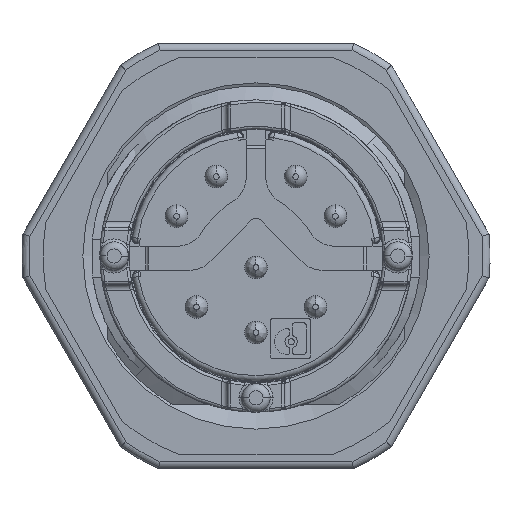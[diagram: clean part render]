
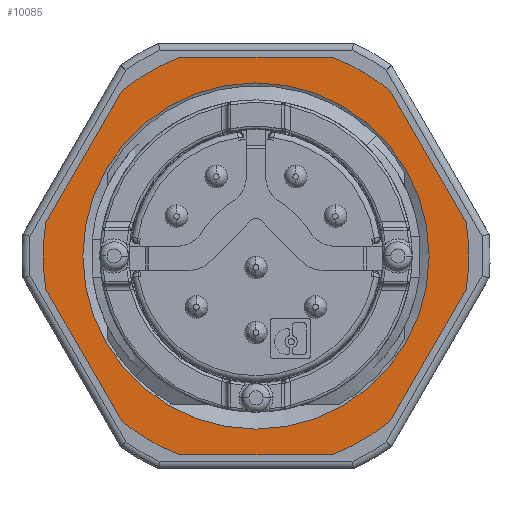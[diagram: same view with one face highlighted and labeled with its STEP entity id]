
A CAD part, front view. The second image highlights one B-rep face of the part: STEP entity #10085.
In plain terms, the highlighted face is planar.
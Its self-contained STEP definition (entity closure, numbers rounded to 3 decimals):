
#9683=CARTESIAN_POINT('',(0.,0.,2.));
#9684=DIRECTION('',(0.,0.,-1.));
#9685=DIRECTION('',(-0.988,-0.156,0.));
#9686=AXIS2_PLACEMENT_3D('',#9683,#9684,#9685);
#9688=CARTESIAN_POINT('',(0.,0.,2.));
#9689=DIRECTION('',(0.,0.,-1.));
#9690=DIRECTION('',(-1.,0.,0.));
#9691=AXIS2_PLACEMENT_3D('',#9688,#9689,#9690);
#9693=DIRECTION('',(0.5,0.866,0.));
#9694=VECTOR('',#9693,5.385);
#9695=CARTESIAN_POINT('',(-7.408,1.168,2.));
#9696=LINE('',#9695,#9694);
#9697=CARTESIAN_POINT('',(0.,0.,2.));
#9698=DIRECTION('',(0.,0.,-1.));
#9699=DIRECTION('',(-0.629,0.778,0.));
#9700=AXIS2_PLACEMENT_3D('',#9697,#9698,#9699);
#9702=DIRECTION('',(1.,0.,0.));
#9703=VECTOR('',#9702,5.385);
#9704=CARTESIAN_POINT('',(-2.693,7.,2.));
#9705=LINE('',#9704,#9703);
#9706=CARTESIAN_POINT('',(0.,0.,2.));
#9707=DIRECTION('',(0.,0.,-1.));
#9708=DIRECTION('',(0.359,0.933,0.));
#9709=AXIS2_PLACEMENT_3D('',#9706,#9707,#9708);
#9711=DIRECTION('',(0.5,-0.866,0.));
#9712=VECTOR('',#9711,5.385);
#9713=CARTESIAN_POINT('',(4.716,5.832,2.));
#9714=LINE('',#9713,#9712);
#9715=CARTESIAN_POINT('',(0.,0.,2.));
#9716=DIRECTION('',(0.,0.,-1.));
#9717=DIRECTION('',(0.988,0.156,0.));
#9718=AXIS2_PLACEMENT_3D('',#9715,#9716,#9717);
#9720=CARTESIAN_POINT('',(0.,0.,2.));
#9721=DIRECTION('',(0.,0.,-1.));
#9722=DIRECTION('',(1.,0.,0.));
#9723=AXIS2_PLACEMENT_3D('',#9720,#9721,#9722);
#9725=DIRECTION('',(-0.5,-0.866,0.));
#9726=VECTOR('',#9725,5.385);
#9727=CARTESIAN_POINT('',(7.408,-1.168,2.));
#9728=LINE('',#9727,#9726);
#9729=CARTESIAN_POINT('',(0.,0.,2.));
#9730=DIRECTION('',(0.,0.,-1.));
#9731=DIRECTION('',(0.629,-0.778,0.));
#9732=AXIS2_PLACEMENT_3D('',#9729,#9730,#9731);
#9734=DIRECTION('',(-1.,0.,0.));
#9735=VECTOR('',#9734,5.385);
#9736=CARTESIAN_POINT('',(2.693,-7.,2.));
#9737=LINE('',#9736,#9735);
#9738=CARTESIAN_POINT('',(0.,0.,2.));
#9739=DIRECTION('',(0.,0.,-1.));
#9740=DIRECTION('',(-0.359,-0.933,0.));
#9741=AXIS2_PLACEMENT_3D('',#9738,#9739,#9740);
#9743=DIRECTION('',(-0.5,0.866,0.));
#9744=VECTOR('',#9743,5.385);
#9745=CARTESIAN_POINT('',(-4.716,-5.832,2.));
#9746=LINE('',#9745,#9744);
#9747=CARTESIAN_POINT('',(0.,0.,2.));
#9748=DIRECTION('',(0.,0.,1.));
#9749=DIRECTION('',(1.,0.,0.));
#9750=AXIS2_PLACEMENT_3D('',#9747,#9748,#9749);
#9752=CARTESIAN_POINT('',(0.,0.,2.));
#9753=DIRECTION('',(0.,0.,1.));
#9754=DIRECTION('',(0.,1.,0.));
#9755=AXIS2_PLACEMENT_3D('',#9752,#9753,#9754);
#9757=CARTESIAN_POINT('',(0.,0.,2.));
#9758=DIRECTION('',(0.,0.,1.));
#9759=DIRECTION('',(-1.,0.,0.));
#9760=AXIS2_PLACEMENT_3D('',#9757,#9758,#9759);
#9762=CARTESIAN_POINT('',(0.,0.,2.));
#9763=DIRECTION('',(0.,0.,1.));
#9764=DIRECTION('',(0.,-1.,0.));
#9765=AXIS2_PLACEMENT_3D('',#9762,#9763,#9764);
#9915=CARTESIAN_POINT('',(-4.716,5.832,2.));
#9916=VERTEX_POINT('',#9915);
#9917=CARTESIAN_POINT('',(-7.408,1.168,2.));
#9918=VERTEX_POINT('',#9917);
#9919=CARTESIAN_POINT('',(-2.693,7.,2.));
#9920=VERTEX_POINT('',#9919);
#9921=CARTESIAN_POINT('',(2.693,7.,2.));
#9922=CARTESIAN_POINT('',(4.716,5.832,2.));
#9923=VERTEX_POINT('',#9921);
#9924=VERTEX_POINT('',#9922);
#9925=CARTESIAN_POINT('',(-7.5,0.,2.));
#9926=VERTEX_POINT('',#9925);
#9927=CARTESIAN_POINT('',(-7.408,-1.168,2.));
#9928=VERTEX_POINT('',#9927);
#9929=CARTESIAN_POINT('',(-2.693,-7.,2.));
#9930=CARTESIAN_POINT('',(-4.716,-5.832,2.));
#9931=VERTEX_POINT('',#9929);
#9932=VERTEX_POINT('',#9930);
#9933=CARTESIAN_POINT('',(4.716,-5.832,2.));
#9934=CARTESIAN_POINT('',(2.693,-7.,2.));
#9935=VERTEX_POINT('',#9933);
#9936=VERTEX_POINT('',#9934);
#9937=CARTESIAN_POINT('',(7.5,0.,2.));
#9938=CARTESIAN_POINT('',(7.408,-1.168,2.));
#9939=VERTEX_POINT('',#9937);
#9940=VERTEX_POINT('',#9938);
#9941=CARTESIAN_POINT('',(7.408,1.168,2.));
#9942=VERTEX_POINT('',#9941);
#9943=CARTESIAN_POINT('',(0.,6.1,
2.));
#9944=CARTESIAN_POINT('',(-6.1,0.,2.));
#9945=VERTEX_POINT('',#9943);
#9946=VERTEX_POINT('',#9944);
#9947=CARTESIAN_POINT('',(6.1,0.,2.));
#9948=VERTEX_POINT('',#9947);
#9949=CARTESIAN_POINT('',(0.,-6.1,
2.));
#9950=VERTEX_POINT('',#9949);
#10042=CARTESIAN_POINT('',(0.,0.,2.));
#10043=DIRECTION('',(0.,0.,1.));
#10044=DIRECTION('',(1.,0.,0.));
#10045=AXIS2_PLACEMENT_3D('',#10042,#10043,#10044);
#10046=PLANE('',#10045);
#10048=ORIENTED_EDGE('',*,*,#10047,.T.);
#10050=ORIENTED_EDGE('',*,*,#10049,.T.);
#10051=ORIENTED_EDGE('',*,*,#10020,.T.);
#10052=ORIENTED_EDGE('',*,*,#10033,.T.);
#10054=ORIENTED_EDGE('',*,*,#10053,.T.);
#10056=ORIENTED_EDGE('',*,*,#10055,.T.);
#10058=ORIENTED_EDGE('',*,*,#10057,.T.);
#10060=ORIENTED_EDGE('',*,*,#10059,.T.);
#10062=ORIENTED_EDGE('',*,*,#10061,.T.);
#10064=ORIENTED_EDGE('',*,*,#10063,.T.);
#10066=ORIENTED_EDGE('',*,*,#10065,.T.);
#10068=ORIENTED_EDGE('',*,*,#10067,.T.);
#10070=ORIENTED_EDGE('',*,*,#10069,.T.);
#10072=ORIENTED_EDGE('',*,*,#10071,.T.);
#10073=EDGE_LOOP('',(#10048,#10050,#10051,#10052,#10054,#10056,#10058,#10060,
#10062,#10064,#10066,#10068,#10070,#10072));
#10074=FACE_OUTER_BOUND('',#10073,.F.);
#10076=ORIENTED_EDGE('',*,*,#10075,.T.);
#10078=ORIENTED_EDGE('',*,*,#10077,.T.);
#10080=ORIENTED_EDGE('',*,*,#10079,.T.);
#10082=ORIENTED_EDGE('',*,*,#10081,.T.);
#10083=EDGE_LOOP('',(#10076,#10078,#10080,#10082));
#10084=FACE_BOUND('',#10083,.F.);
#9687=CIRCLE('',#9686,7.5);
#9692=CIRCLE('',#9691,7.5);
#9701=CIRCLE('',#9700,7.5);
#9710=CIRCLE('',#9709,7.5);
#9719=CIRCLE('',#9718,7.5);
#9724=CIRCLE('',#9723,7.5);
#9733=CIRCLE('',#9732,7.5);
#9742=CIRCLE('',#9741,7.5);
#9751=CIRCLE('',#9750,6.1);
#9756=CIRCLE('',#9755,6.1);
#9761=CIRCLE('',#9760,6.1);
#9766=CIRCLE('',#9765,6.1);
#10020=EDGE_CURVE('',#9918,#9916,#9696,.T.);
#10033=EDGE_CURVE('',#9916,#9920,#9701,.T.);
#10047=EDGE_CURVE('',#9928,#9926,#9687,.T.);
#10049=EDGE_CURVE('',#9926,#9918,#9692,.T.);
#10053=EDGE_CURVE('',#9920,#9923,#9705,.T.);
#10055=EDGE_CURVE('',#9923,#9924,#9710,.T.);
#10057=EDGE_CURVE('',#9924,#9942,#9714,.T.);
#10059=EDGE_CURVE('',#9942,#9939,#9719,.T.);
#10061=EDGE_CURVE('',#9939,#9940,#9724,.T.);
#10063=EDGE_CURVE('',#9940,#9935,#9728,.T.);
#10065=EDGE_CURVE('',#9935,#9936,#9733,.T.);
#10067=EDGE_CURVE('',#9936,#9931,#9737,.T.);
#10069=EDGE_CURVE('',#9931,#9932,#9742,.T.);
#10071=EDGE_CURVE('',#9932,#9928,#9746,.T.);
#10075=EDGE_CURVE('',#9948,#9945,#9751,.T.);
#10077=EDGE_CURVE('',#9945,#9946,#9756,.T.);
#10079=EDGE_CURVE('',#9946,#9950,#9761,.T.);
#10081=EDGE_CURVE('',#9950,#9948,#9766,.T.);
#10085=ADVANCED_FACE('',(#10074,#10084),#10046,.T.);
